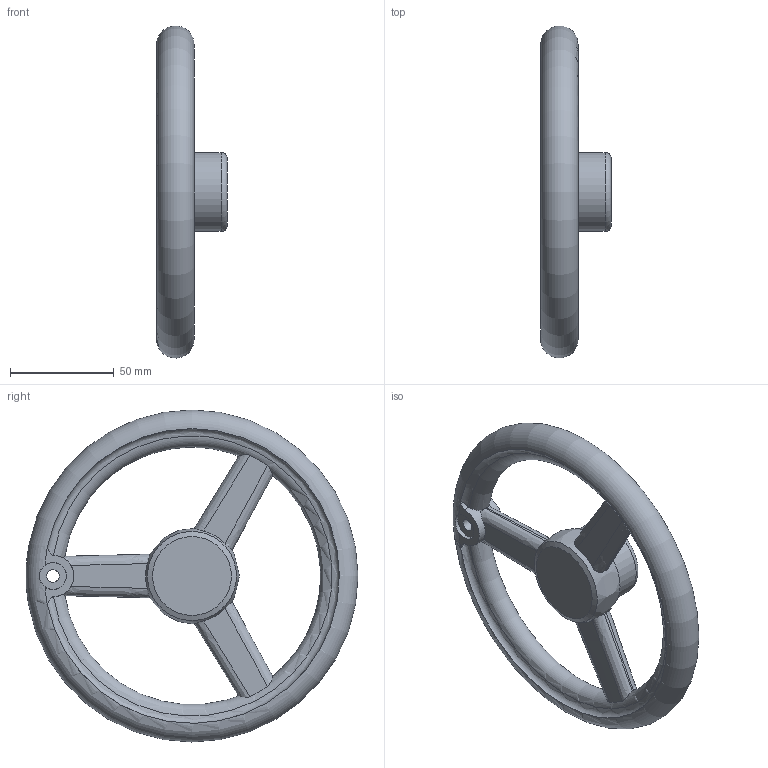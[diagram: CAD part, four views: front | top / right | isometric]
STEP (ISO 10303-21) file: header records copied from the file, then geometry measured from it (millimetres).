
FILE_DESCRIPTION(/* description */ (''),/* implementation_level */ '2;1');
FILE_NAME(/* name */ 'S_160_N.dxf',/* time_stamp */ '2012-11-23T17:39:00+08:00',/* author */ (''),/* organization */ (''),/* preprocessor_version */ 'ST-DEVELOPER v9',/* originating_system */ 'UGS - NX 4.0',/* authorisation */ '');
FILE_SCHEMA (('CONFIG_CONTROL_DESIGN'));
Length unit declared in the file: millimetre
Products named in the file (1): Admi773Fxpb9
Bounding box: 34 x 159.94 x 159.94 mm (x, y, z)
Volume: 168079.2 mm3; surface area: 38034.1 mm2
Topology: 1 solids, 1 shells, 52 faces, 147 edges, 96 vertices
Faces by surface type: cylinder 15, bspline 13, plane 12, cone 7, torus 5
Full cylindrical faces by diameter (mm): 6 x1, 13 x1, 38 x1
Entity records: 2121 total; most frequent: CARTESIAN_POINT 926, ORIENTED_EDGE 270, DIRECTION 164, EDGE_CURVE 135, VERTEX_POINT 92, B_SPLINE_CURVE_WITH_KNOTS 91, AXIS2_PLACEMENT_3D 80, EDGE_LOOP 67
